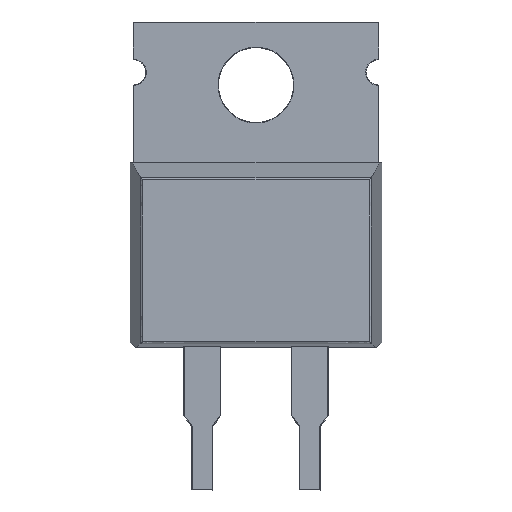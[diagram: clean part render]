
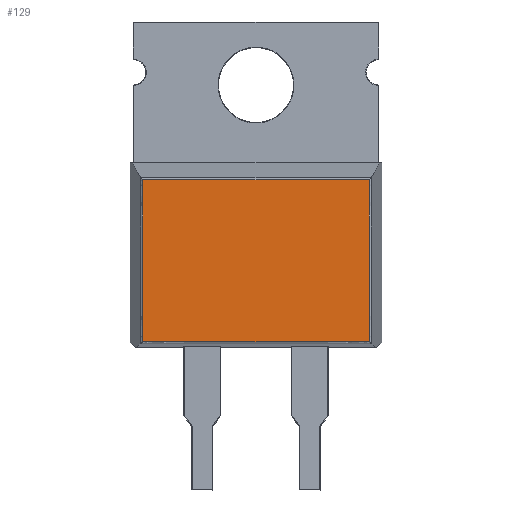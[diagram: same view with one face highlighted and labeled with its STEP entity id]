
A CAD part, front view. The second image highlights one B-rep face of the part: STEP entity #129.
In plain terms, the highlighted planar face has unit normal (0, -1, 0).
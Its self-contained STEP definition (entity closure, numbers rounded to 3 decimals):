
#129=ADVANCED_FACE('',(#299),#5033,.T.);
#299=FACE_OUTER_BOUND('',#471,.T.);
#471=EDGE_LOOP('',(#895,#896,#897,#898));
#895=ORIENTED_EDGE('',*,*,#3525,.T.);
#896=ORIENTED_EDGE('',*,*,#3526,.T.);
#897=ORIENTED_EDGE('',*,*,#3527,.T.);
#898=ORIENTED_EDGE('',*,*,#3528,.T.);
#1804=PCURVE('',#5033,#2552);
#1805=PCURVE('',#5033,#2553);
#1806=PCURVE('',#5033,#2554);
#1807=PCURVE('',#5033,#2555);
#1813=PCURVE('',#4942,#2561);
#1818=PCURVE('',#4943,#2566);
#1822=PCURVE('',#4944,#2570);
#1827=PCURVE('',#4945,#2575);
#2552=DEFINITIONAL_REPRESENTATION('',(#4159),#10879);
#2553=DEFINITIONAL_REPRESENTATION('',(#4161),#10879);
#2554=DEFINITIONAL_REPRESENTATION('',(#4163),#10879);
#2555=DEFINITIONAL_REPRESENTATION('',(#4165),#10879);
#2561=DEFINITIONAL_REPRESENTATION('',(#4173),#10879);
#2566=DEFINITIONAL_REPRESENTATION('',(#4179),#10879);
#2570=DEFINITIONAL_REPRESENTATION('',(#4184),#10879);
#2575=DEFINITIONAL_REPRESENTATION('',(#4189),#10879);
#3151=SURFACE_CURVE('',#4158,(#1804,#1818),.PCURVE_S1.);
#3152=SURFACE_CURVE('',#4160,(#1805,#1822),.PCURVE_S1.);
#3153=SURFACE_CURVE('',#4162,(#1806,#1827),.PCURVE_S1.);
#3154=SURFACE_CURVE('',#4164,(#1807,#1813),.PCURVE_S1.);
#3525=EDGE_CURVE('',#4777,#4778,#3151,.T.);
#3526=EDGE_CURVE('',#4778,#4780,#3152,.T.);
#3527=EDGE_CURVE('',#4780,#4779,#3153,.T.);
#3528=EDGE_CURVE('',#4779,#4777,#3154,.T.);
#4158=B_SPLINE_CURVE_WITH_KNOTS('',1,(#8224,#8225),.UNSPECIFIED.,.F.,.F.,
(2,2),(0.092,7.731),.UNSPECIFIED.);
#4159=B_SPLINE_CURVE_WITH_KNOTS('',3,(#8226,#8227,#8228,#8229),
 .UNSPECIFIED.,.F.,.F.,(4,4),(0.092,7.731),
 .UNSPECIFIED.);
#4160=B_SPLINE_CURVE_WITH_KNOTS('',1,(#8230,#8231),.UNSPECIFIED.,.F.,.F.,
(2,2),(0.089,10.795),.UNSPECIFIED.);
#4161=B_SPLINE_CURVE_WITH_KNOTS('',3,(#8232,#8233,#8234,#8235),
 .UNSPECIFIED.,.F.,.F.,(4,4),(0.089,10.795),
 .UNSPECIFIED.);
#4162=B_SPLINE_CURVE_WITH_KNOTS('',1,(#8236,#8237),.UNSPECIFIED.,.F.,.F.,
(2,2),(0.08,7.719),.UNSPECIFIED.);
#4163=B_SPLINE_CURVE_WITH_KNOTS('',3,(#8238,#8239,#8240,#8241),
 .UNSPECIFIED.,.F.,.F.,(4,4),(0.08,7.719),
 .UNSPECIFIED.);
#4164=B_SPLINE_CURVE_WITH_KNOTS('',1,(#8242,#8243),.UNSPECIFIED.,.F.,.F.,
(2,2),(0.089,10.795),.UNSPECIFIED.);
#4165=B_SPLINE_CURVE_WITH_KNOTS('',3,(#8244,#8245,#8246,#8247),
 .UNSPECIFIED.,.F.,.F.,(4,4),(0.089,10.795),
 .UNSPECIFIED.);
#4173=B_SPLINE_CURVE_WITH_KNOTS('',1,(#8386,#8387),.UNSPECIFIED.,.F.,.F.,
(2,2),(0.089,10.795),.UNSPECIFIED.);
#4179=B_SPLINE_CURVE_WITH_KNOTS('',1,(#8486,#8487),.UNSPECIFIED.,.F.,.F.,
(2,2),(0.092,7.731),.UNSPECIFIED.);
#4184=B_SPLINE_CURVE_WITH_KNOTS('',1,(#8558,#8559),.UNSPECIFIED.,.F.,.F.,
(2,2),(0.089,10.795),.UNSPECIFIED.);
#4189=B_SPLINE_CURVE_WITH_KNOTS('',1,(#8646,#8647),.UNSPECIFIED.,.F.,.F.,
(2,2),(0.08,7.719),.UNSPECIFIED.);
#4777=VERTEX_POINT('',#7774);
#4778=VERTEX_POINT('',#7775);
#4779=VERTEX_POINT('',#7776);
#4780=VERTEX_POINT('',#7777);
#4942=(
BOUNDED_SURFACE()
B_SPLINE_SURFACE(2,1,((#7722,#7723),(#7724,#7725),(#7726,#7727)),
 .UNSPECIFIED.,.F.,.F.,.F.)
B_SPLINE_SURFACE_WITH_KNOTS((3,3),(2,2),(0.,0.148),(-2.02,
12.904),.UNSPECIFIED.)
GEOMETRIC_REPRESENTATION_ITEM()
RATIONAL_B_SPLINE_SURFACE(((1.,1.),(0.737,0.737),
(1.,1.)))
REPRESENTATION_ITEM('')
SURFACE()
);
#4943=(
BOUNDED_SURFACE()
B_SPLINE_SURFACE(2,1,((#7728,#7729),(#7730,#7731),(#7732,#7733)),
 .UNSPECIFIED.,.F.,.F.,.F.)
B_SPLINE_SURFACE_WITH_KNOTS((3,3),(2,2),(0.,0.146),(-2.02,
9.831),.UNSPECIFIED.)
GEOMETRIC_REPRESENTATION_ITEM()
RATIONAL_B_SPLINE_SURFACE(((1.,1.),(0.746,0.746),
(1.,1.)))
REPRESENTATION_ITEM('')
SURFACE()
);
#4944=(
BOUNDED_SURFACE()
B_SPLINE_SURFACE(2,1,((#7734,#7735),(#7736,#7737),(#7738,#7739)),
 .UNSPECIFIED.,.F.,.F.,.F.)
B_SPLINE_SURFACE_WITH_KNOTS((3,3),(2,2),(0.,0.135),(-2.02,
12.904),.UNSPECIFIED.)
GEOMETRIC_REPRESENTATION_ITEM()
RATIONAL_B_SPLINE_SURFACE(((1.,1.),(0.782,0.782),
(1.,1.)))
REPRESENTATION_ITEM('')
SURFACE()
);
#4945=(
BOUNDED_SURFACE()
B_SPLINE_SURFACE(2,1,((#7740,#7741),(#7742,#7743),(#7744,#7745)),
 .UNSPECIFIED.,.F.,.F.,.F.)
B_SPLINE_SURFACE_WITH_KNOTS((3,3),(2,2),(0.,0.146),(-2.02,
9.831),.UNSPECIFIED.)
GEOMETRIC_REPRESENTATION_ITEM()
RATIONAL_B_SPLINE_SURFACE(((1.,1.),(0.746,0.746),
(1.,1.)))
REPRESENTATION_ITEM('')
SURFACE()
);
#5033=PLANE('',#5105);
#5105=AXIS2_PLACEMENT_3D('',#7721,#5160,$);
#5160=DIRECTION('',(0.,-1.,0.));
#7721=CARTESIAN_POINT('',(-10.01,-1.75,3.747));
#7722=CARTESIAN_POINT('',(-7.462,-1.75,4.012));
#7723=CARTESIAN_POINT('',(7.462,-1.75,4.012));
#7724=CARTESIAN_POINT('',(-7.462,-1.75,3.92));
#7725=CARTESIAN_POINT('',(7.462,-1.75,3.92));
#7726=CARTESIAN_POINT('',(-7.462,-1.659,3.912));
#7727=CARTESIAN_POINT('',(7.462,-1.659,3.912));
#7728=CARTESIAN_POINT('',(5.353,-1.75,1.9));
#7729=CARTESIAN_POINT('',(5.353,-1.75,13.751));
#7730=CARTESIAN_POINT('',(5.442,-1.75,1.9));
#7731=CARTESIAN_POINT('',(5.442,-1.75,13.751));
#7732=CARTESIAN_POINT('',(5.452,-1.661,1.9));
#7733=CARTESIAN_POINT('',(5.452,-1.661,13.751));
#7734=CARTESIAN_POINT('',(7.462,-1.75,11.651));
#7735=CARTESIAN_POINT('',(-7.462,-1.75,11.651));
#7736=CARTESIAN_POINT('',(7.462,-1.75,11.731));
#7737=CARTESIAN_POINT('',(-7.462,-1.75,11.731));
#7738=CARTESIAN_POINT('',(7.462,-1.672,11.748));
#7739=CARTESIAN_POINT('',(-7.462,-1.672,11.748));
#7740=CARTESIAN_POINT('',(-5.353,-1.75,13.751));
#7741=CARTESIAN_POINT('',(-5.353,-1.75,1.9));
#7742=CARTESIAN_POINT('',(-5.442,-1.75,13.751));
#7743=CARTESIAN_POINT('',(-5.442,-1.75,1.9));
#7744=CARTESIAN_POINT('',(-5.452,-1.661,13.751));
#7745=CARTESIAN_POINT('',(-5.452,-1.661,1.9));
#7774=CARTESIAN_POINT('',(5.353,-1.75,4.012));
#7775=CARTESIAN_POINT('',(5.353,-1.75,11.651));
#7776=CARTESIAN_POINT('',(-5.353,-1.75,4.012));
#7777=CARTESIAN_POINT('',(-5.353,-1.75,11.651));
#8224=CARTESIAN_POINT('',(5.353,-1.75,4.012));
#8225=CARTESIAN_POINT('',(5.353,-1.75,11.651));
#8226=CARTESIAN_POINT('',(8.906,0.265));
#8227=CARTESIAN_POINT('',(8.906,2.811));
#8228=CARTESIAN_POINT('',(8.906,5.358));
#8229=CARTESIAN_POINT('',(8.906,7.904));
#8230=CARTESIAN_POINT('',(5.353,-1.75,11.651));
#8231=CARTESIAN_POINT('',(-5.353,-1.75,11.651));
#8232=CARTESIAN_POINT('',(8.906,7.904));
#8233=CARTESIAN_POINT('',(6.837,7.904));
#8234=CARTESIAN_POINT('',(4.769,7.904));
#8235=CARTESIAN_POINT('',(2.7,7.904));
#8236=CARTESIAN_POINT('',(-5.353,-1.75,11.651));
#8237=CARTESIAN_POINT('',(-5.353,-1.75,4.012));
#8238=CARTESIAN_POINT('',(2.7,7.904));
#8239=CARTESIAN_POINT('',(2.7,5.358));
#8240=CARTESIAN_POINT('',(2.7,2.811));
#8241=CARTESIAN_POINT('',(2.7,0.265));
#8242=CARTESIAN_POINT('',(-5.353,-1.75,4.012));
#8243=CARTESIAN_POINT('',(5.353,-1.75,4.012));
#8244=CARTESIAN_POINT('',(2.7,0.265));
#8245=CARTESIAN_POINT('',(4.769,0.265));
#8246=CARTESIAN_POINT('',(6.837,0.265));
#8247=CARTESIAN_POINT('',(8.906,0.265));
#8386=CARTESIAN_POINT('',(0.,0.089));
#8387=CARTESIAN_POINT('',(0.,10.795));
#8486=CARTESIAN_POINT('',(0.,0.092));
#8487=CARTESIAN_POINT('',(0.,7.731));
#8558=CARTESIAN_POINT('',(0.,0.089));
#8559=CARTESIAN_POINT('',(0.,10.795));
#8646=CARTESIAN_POINT('',(0.,0.08));
#8647=CARTESIAN_POINT('',(0.,7.719));
#10879=(
GEOMETRIC_REPRESENTATION_CONTEXT(2)
PARAMETRIC_REPRESENTATION_CONTEXT()
REPRESENTATION_CONTEXT('pspace','')
);
